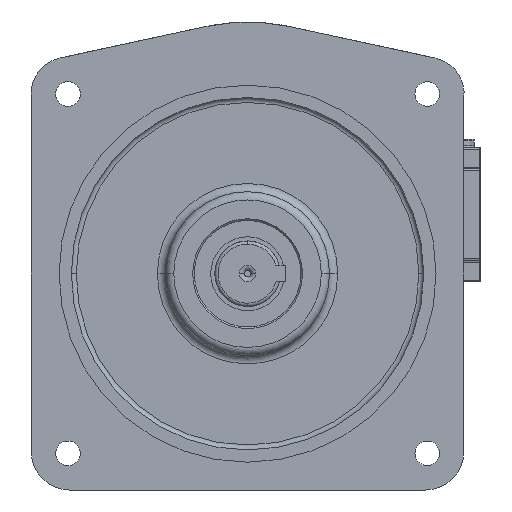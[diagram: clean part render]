
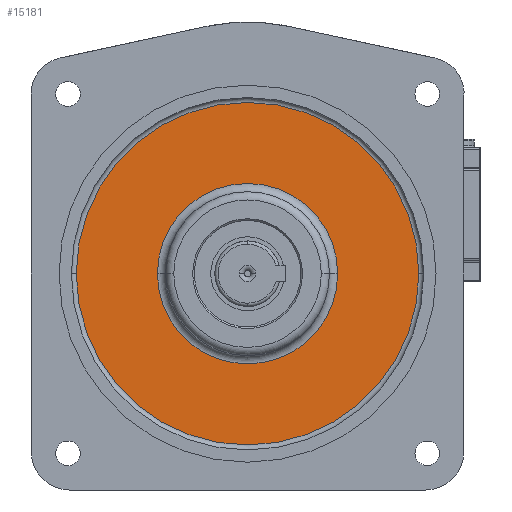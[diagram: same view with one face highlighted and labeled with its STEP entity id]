
A CAD part, left-side view. The second image highlights one B-rep face of the part: STEP entity #15181.
In plain terms, the highlighted planar face has unit normal (-1, 0, 0).
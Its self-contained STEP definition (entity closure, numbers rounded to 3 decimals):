
#282 = DIRECTION ( 'NONE',  ( -1., 0., 0. ) ) ;
#983 = VERTEX_POINT ( 'NONE', #9337 ) ;
#1098 = EDGE_LOOP ( 'NONE', ( #18253, #10206 ) ) ;
#2045 = CIRCLE ( 'NONE', #22598, 55. ) ;
#2216 = AXIS2_PLACEMENT_3D ( 'NONE', #14205, #17004, #13997 ) ;
#2918 = CARTESIAN_POINT ( 'NONE',  ( 0., 104.5, -36.04 ) ) ;
#3401 = VERTEX_POINT ( 'NONE', #2918 ) ;
#3675 = CIRCLE ( 'NONE', #38993, 104.5 ) ;
#4453 = CARTESIAN_POINT ( 'NONE',  ( 0., -104.5, -36.04 ) ) ;
#6622 = EDGE_CURVE ( 'NONE', #27367, #3401, #3675, .T. ) ;
#9215 = VERTEX_POINT ( 'NONE', #19405 ) ;
#9337 = CARTESIAN_POINT ( 'NONE',  ( 0., 55., -36.04 ) ) ;
#10188 = CARTESIAN_POINT ( 'NONE',  ( 0., 0., -36.04 ) ) ;
#10206 = ORIENTED_EDGE ( 'NONE', *, *, #11436, .F. ) ;
#11436 = EDGE_CURVE ( 'NONE', #9215, #983, #32206, .T. ) ;
#12755 = DIRECTION ( 'NONE',  ( 0., -1., 0. ) ) ;
#13997 = DIRECTION ( 'NONE',  ( 0., 1., 0. ) ) ;
#14205 = CARTESIAN_POINT ( 'NONE',  ( 0., 0., -36.04 ) ) ;
#14861 = AXIS2_PLACEMENT_3D ( 'NONE', #19193, #282, #12755 ) ;
#15181 = ADVANCED_FACE ( 'NONE', ( #25309, #16057 ), #25500, .F. ) ;
#16057 = FACE_OUTER_BOUND ( 'NONE', #36959, .T. ) ;
#17004 = DIRECTION ( 'NONE',  ( 1., 0., 0. ) ) ;
#17876 = EDGE_CURVE ( 'NONE', #3401, #27367, #33658, .T. ) ;
#18250 = EDGE_CURVE ( 'NONE', #983, #9215, #2045, .T. ) ;
#18253 = ORIENTED_EDGE ( 'NONE', *, *, #18250, .F. ) ;
#19193 = CARTESIAN_POINT ( 'NONE',  ( 0., 0., -36.04 ) ) ;
#19405 = CARTESIAN_POINT ( 'NONE',  ( 0., -55., -36.04 ) ) ;
#19642 = DIRECTION ( 'NONE',  ( 1., 0., 0. ) ) ;
#20513 = ORIENTED_EDGE ( 'NONE', *, *, #17876, .F. ) ;
#20807 = ORIENTED_EDGE ( 'NONE', *, *, #6622, .F. ) ;
#22598 = AXIS2_PLACEMENT_3D ( 'NONE', #35477, #23392, #26022 ) ;
#23392 = DIRECTION ( 'NONE',  ( -1., 0., 0. ) ) ;
#25309 = FACE_BOUND ( 'NONE', #1098, .T. ) ;
#25500 = PLANE ( 'NONE',  #26656 ) ;
#25703 = DIRECTION ( 'NONE',  ( 0., 1., 0. ) ) ;
#26022 = DIRECTION ( 'NONE',  ( 0., 1., 0. ) ) ;
#26656 = AXIS2_PLACEMENT_3D ( 'NONE', #28333, #37767, #25703 ) ;
#27367 = VERTEX_POINT ( 'NONE', #4453 ) ;
#28333 = CARTESIAN_POINT ( 'NONE',  ( 0., 0., 0. ) ) ;
#31898 = DIRECTION ( 'NONE',  ( 0., -1., 0. ) ) ;
#32206 = CIRCLE ( 'NONE', #14861, 55. ) ;
#33658 = CIRCLE ( 'NONE', #2216, 104.5 ) ;
#35477 = CARTESIAN_POINT ( 'NONE',  ( 0., 0., -36.04 ) ) ;
#36959 = EDGE_LOOP ( 'NONE', ( #20807, #20513 ) ) ;
#37767 = DIRECTION ( 'NONE',  ( 1., 0., 0. ) ) ;
#38993 = AXIS2_PLACEMENT_3D ( 'NONE', #10188, #19642, #31898 ) ;
